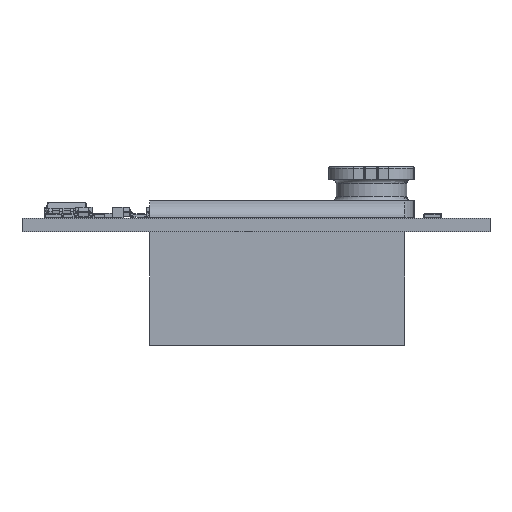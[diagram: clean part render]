
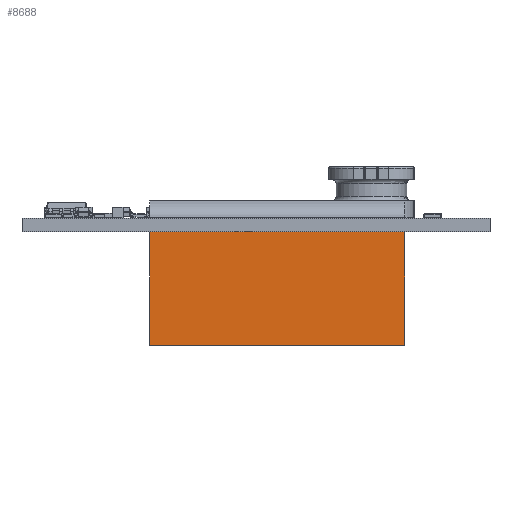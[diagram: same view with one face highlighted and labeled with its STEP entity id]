
A CAD part, left-side view. The second image highlights one B-rep face of the part: STEP entity #8688.
In plain terms, the highlighted planar face has unit normal (-1, 0, 0).
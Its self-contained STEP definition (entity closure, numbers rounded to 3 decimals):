
#8281 = PLANE('',#8282);
#8282 = AXIS2_PLACEMENT_3D('',#8283,#8284,#8285);
#8283 = CARTESIAN_POINT('',(-19.425,0.,-6.5));
#8284 = DIRECTION('',(0.,-1.,0.));
#8285 = DIRECTION('',(-1.,0.,0.));
#8337 = PLANE('',#8338);
#8338 = AXIS2_PLACEMENT_3D('',#8339,#8340,#8341);
#8339 = CARTESIAN_POINT('',(-19.425,-30.,-6.5));
#8340 = DIRECTION('',(0.,-1.,0.));
#8341 = DIRECTION('',(-1.,0.,0.));
#8601 = PLANE('',#8602);
#8602 = AXIS2_PLACEMENT_3D('',#8603,#8604,#8605);
#8603 = CARTESIAN_POINT('',(-19.425,-30.,-15.));
#8604 = DIRECTION('',(0.,0.,1.));
#8605 = DIRECTION('',(-1.,0.,0.));
#8616 = EDGE_CURVE('',#8617,#8619,#8621,.T.);
#8617 = VERTEX_POINT('',#8618);
#8618 = CARTESIAN_POINT('',(-19.88,-30.,-15.));
#8619 = VERTEX_POINT('',#8620);
#8620 = CARTESIAN_POINT('',(-19.88,0.,-15.));
#8621 = SURFACE_CURVE('',#8622,(#8626,#8633),.PCURVE_S1.);
#8622 = LINE('',#8623,#8624);
#8623 = CARTESIAN_POINT('',(-19.88,-30.,-15.));
#8624 = VECTOR('',#8625,1.);
#8625 = DIRECTION('',(0.,1.,0.));
#8626 = PCURVE('',#8601,#8627);
#8627 = DEFINITIONAL_REPRESENTATION('',(#8628),#8632);
#8628 = LINE('',#8629,#8630);
#8629 = CARTESIAN_POINT('',(0.455,0.));
#8630 = VECTOR('',#8631,1.);
#8631 = DIRECTION('',(0.,-1.));
#8632 = ( GEOMETRIC_REPRESENTATION_CONTEXT(2) 
PARAMETRIC_REPRESENTATION_CONTEXT() REPRESENTATION_CONTEXT('2D SPACE',''
  ) );
#8633 = PCURVE('',#8634,#8639);
#8634 = PLANE('',#8635);
#8635 = AXIS2_PLACEMENT_3D('',#8636,#8637,#8638);
#8636 = CARTESIAN_POINT('',(-19.88,-30.,-7.5));
#8637 = DIRECTION('',(1.,0.,0.));
#8638 = DIRECTION('',(0.,0.,1.));
#8639 = DEFINITIONAL_REPRESENTATION('',(#8640),#8644);
#8640 = LINE('',#8641,#8642);
#8641 = CARTESIAN_POINT('',(-7.5,0.));
#8642 = VECTOR('',#8643,1.);
#8643 = DIRECTION('',(0.,-1.));
#8644 = ( GEOMETRIC_REPRESENTATION_CONTEXT(2) 
PARAMETRIC_REPRESENTATION_CONTEXT() REPRESENTATION_CONTEXT('2D SPACE',''
  ) );
#8688 = ADVANCED_FACE('',(#8689),#8634,.F.);
#8689 = FACE_BOUND('',#8690,.F.);
#8690 = EDGE_LOOP('',(#8691,#8721,#8742,#8743));
#8691 = ORIENTED_EDGE('',*,*,#8692,.F.);
#8692 = EDGE_CURVE('',#8693,#8695,#8697,.T.);
#8693 = VERTEX_POINT('',#8694);
#8694 = CARTESIAN_POINT('',(-19.88,-30.,0.));
#8695 = VERTEX_POINT('',#8696);
#8696 = CARTESIAN_POINT('',(-19.88,0.,0.));
#8697 = SURFACE_CURVE('',#8698,(#8702,#8709),.PCURVE_S1.);
#8698 = LINE('',#8699,#8700);
#8699 = CARTESIAN_POINT('',(-19.88,-30.,0.));
#8700 = VECTOR('',#8701,1.);
#8701 = DIRECTION('',(0.,1.,0.));
#8702 = PCURVE('',#8634,#8703);
#8703 = DEFINITIONAL_REPRESENTATION('',(#8704),#8708);
#8704 = LINE('',#8705,#8706);
#8705 = CARTESIAN_POINT('',(7.5,0.));
#8706 = VECTOR('',#8707,1.);
#8707 = DIRECTION('',(0.,-1.));
#8708 = ( GEOMETRIC_REPRESENTATION_CONTEXT(2) 
PARAMETRIC_REPRESENTATION_CONTEXT() REPRESENTATION_CONTEXT('2D SPACE',''
  ) );
#8709 = PCURVE('',#8710,#8715);
#8710 = PLANE('',#8711);
#8711 = AXIS2_PLACEMENT_3D('',#8712,#8713,#8714);
#8712 = CARTESIAN_POINT('',(-20.88,-30.,0.));
#8713 = DIRECTION('',(0.,0.,1.));
#8714 = DIRECTION('',(-1.,0.,0.));
#8715 = DEFINITIONAL_REPRESENTATION('',(#8716),#8720);
#8716 = LINE('',#8717,#8718);
#8717 = CARTESIAN_POINT('',(-1.,0.));
#8718 = VECTOR('',#8719,1.);
#8719 = DIRECTION('',(0.,-1.));
#8720 = ( GEOMETRIC_REPRESENTATION_CONTEXT(2) 
PARAMETRIC_REPRESENTATION_CONTEXT() REPRESENTATION_CONTEXT('2D SPACE',''
  ) );
#8721 = ORIENTED_EDGE('',*,*,#8722,.F.);
#8722 = EDGE_CURVE('',#8617,#8693,#8723,.T.);
#8723 = SURFACE_CURVE('',#8724,(#8728,#8735),.PCURVE_S1.);
#8724 = LINE('',#8725,#8726);
#8725 = CARTESIAN_POINT('',(-19.88,-30.,-7.5));
#8726 = VECTOR('',#8727,1.);
#8727 = DIRECTION('',(0.,0.,1.));
#8728 = PCURVE('',#8634,#8729);
#8729 = DEFINITIONAL_REPRESENTATION('',(#8730),#8734);
#8730 = LINE('',#8731,#8732);
#8731 = CARTESIAN_POINT('',(0.,0.));
#8732 = VECTOR('',#8733,1.);
#8733 = DIRECTION('',(1.,0.));
#8734 = ( GEOMETRIC_REPRESENTATION_CONTEXT(2) 
PARAMETRIC_REPRESENTATION_CONTEXT() REPRESENTATION_CONTEXT('2D SPACE',''
  ) );
#8735 = PCURVE('',#8337,#8736);
#8736 = DEFINITIONAL_REPRESENTATION('',(#8737),#8741);
#8737 = LINE('',#8738,#8739);
#8738 = CARTESIAN_POINT('',(0.455,1.));
#8739 = VECTOR('',#8740,1.);
#8740 = DIRECTION('',(0.,-1.));
#8741 = ( GEOMETRIC_REPRESENTATION_CONTEXT(2) 
PARAMETRIC_REPRESENTATION_CONTEXT() REPRESENTATION_CONTEXT('2D SPACE',''
  ) );
#8742 = ORIENTED_EDGE('',*,*,#8616,.T.);
#8743 = ORIENTED_EDGE('',*,*,#8744,.T.);
#8744 = EDGE_CURVE('',#8619,#8695,#8745,.T.);
#8745 = SURFACE_CURVE('',#8746,(#8750,#8757),.PCURVE_S1.);
#8746 = LINE('',#8747,#8748);
#8747 = CARTESIAN_POINT('',(-19.88,0.,-7.5));
#8748 = VECTOR('',#8749,1.);
#8749 = DIRECTION('',(0.,0.,1.));
#8750 = PCURVE('',#8634,#8751);
#8751 = DEFINITIONAL_REPRESENTATION('',(#8752),#8756);
#8752 = LINE('',#8753,#8754);
#8753 = CARTESIAN_POINT('',(0.,-30.));
#8754 = VECTOR('',#8755,1.);
#8755 = DIRECTION('',(1.,0.));
#8756 = ( GEOMETRIC_REPRESENTATION_CONTEXT(2) 
PARAMETRIC_REPRESENTATION_CONTEXT() REPRESENTATION_CONTEXT('2D SPACE',''
  ) );
#8757 = PCURVE('',#8281,#8758);
#8758 = DEFINITIONAL_REPRESENTATION('',(#8759),#8763);
#8759 = LINE('',#8760,#8761);
#8760 = CARTESIAN_POINT('',(0.455,1.));
#8761 = VECTOR('',#8762,1.);
#8762 = DIRECTION('',(0.,-1.));
#8763 = ( GEOMETRIC_REPRESENTATION_CONTEXT(2) 
PARAMETRIC_REPRESENTATION_CONTEXT() REPRESENTATION_CONTEXT('2D SPACE',''
  ) );
